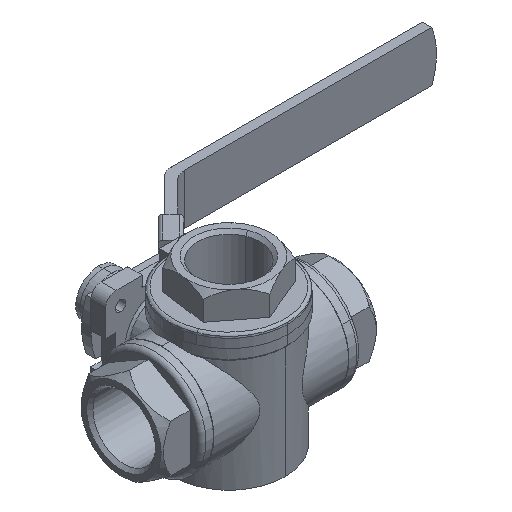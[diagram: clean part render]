
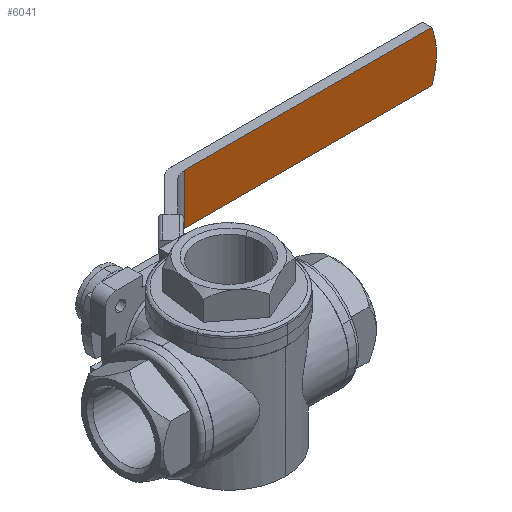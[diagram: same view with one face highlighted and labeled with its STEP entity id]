
A CAD part, isometric view. The second image highlights one B-rep face of the part: STEP entity #6041.
In plain terms, the highlighted planar face has unit normal (0, -1, 0).
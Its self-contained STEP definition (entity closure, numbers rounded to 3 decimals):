
#5557=DIRECTION('',(-1.,0.,0.));
#5558=VECTOR('',#5557,117.498);
#5559=CARTESIAN_POINT('',(153.312,32.5,12.));
#5560=LINE('',#5559,#5558);
#5633=DIRECTION('',(-1.,0.,0.));
#5634=VECTOR('',#5633,117.498);
#5635=CARTESIAN_POINT('',(153.312,32.5,-12.));
#5636=LINE('',#5635,#5634);
#5673=DIRECTION('',(0.,0.,-1.));
#5674=VECTOR('',#5673,24.);
#5675=CARTESIAN_POINT('',(35.814,32.5,12.));
#5676=LINE('',#5675,#5674);
#5681=CARTESIAN_POINT('',(121.5,32.5,0.));
#5682=DIRECTION('',(0.,1.,0.));
#5683=DIRECTION('',(0.936,0.,0.353));
#5684=AXIS2_PLACEMENT_3D('',#5681,#5682,#5683);
#5750=CARTESIAN_POINT('',(153.312,32.5,12.));
#5751=CARTESIAN_POINT('',(153.312,32.5,-12.));
#5752=VERTEX_POINT('',#5750);
#5753=VERTEX_POINT('',#5751);
#5754=CARTESIAN_POINT('',(35.814,32.5,12.));
#5755=VERTEX_POINT('',#5754);
#5756=CARTESIAN_POINT('',(35.814,32.5,-12.));
#5757=VERTEX_POINT('',#5756);
#6030=CARTESIAN_POINT('',(95.67,32.5,0.));
#6031=DIRECTION('',(0.,1.,0.));
#6032=DIRECTION('',(0.,0.,1.));
#6033=AXIS2_PLACEMENT_3D('',#6030,#6031,#6032);
#6034=PLANE('',#6033);
#6035=ORIENTED_EDGE('',*,*,#5908,.T.);
#6036=ORIENTED_EDGE('',*,*,#5956,.T.);
#6037=ORIENTED_EDGE('',*,*,#6022,.F.);
#6038=ORIENTED_EDGE('',*,*,#5880,.F.);
#6039=EDGE_LOOP('',(#6035,#6036,#6037,#6038));
#6040=FACE_OUTER_BOUND('',#6039,.F.);
#5685=CIRCLE('',#5684,34.);
#5880=EDGE_CURVE('',#5752,#5755,#5560,.T.);
#5908=EDGE_CURVE('',#5752,#5753,#5685,.T.);
#5956=EDGE_CURVE('',#5753,#5757,#5636,.T.);
#6022=EDGE_CURVE('',#5755,#5757,#5676,.T.);
#6041=ADVANCED_FACE('',(#6040),#6034,.F.);
